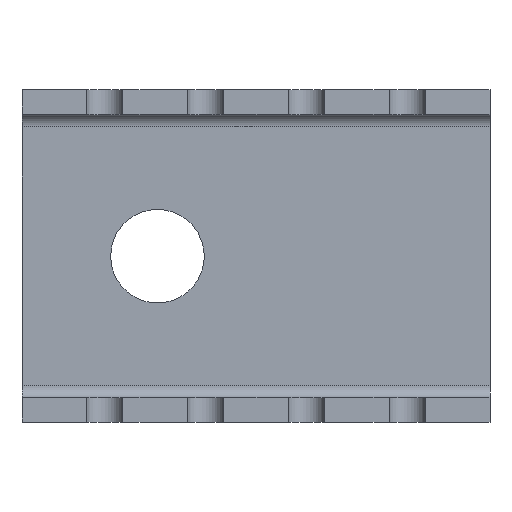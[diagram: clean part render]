
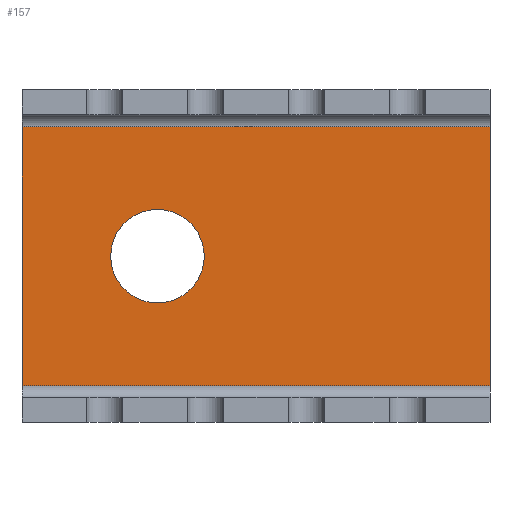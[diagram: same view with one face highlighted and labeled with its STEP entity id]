
A CAD part, top view. The second image highlights one B-rep face of the part: STEP entity #157.
In plain terms, the highlighted planar face has unit normal (0, 0, 1).
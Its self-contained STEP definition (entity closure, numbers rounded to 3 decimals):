
#157=ADVANCED_FACE('',(#314,#315),#316,.T.);
#314=FACE_OUTER_BOUND('',#468,.T.);
#315=FACE_BOUND('',#469,.T.);
#316=PLANE('',#470);
#468=EDGE_LOOP('',(#859,#860,#861,#862));
#469=EDGE_LOOP('',(#863,#864));
#470=AXIS2_PLACEMENT_3D('',#865,#866,#867);
#859=ORIENTED_EDGE('',*,*,#1111,.T.);
#860=ORIENTED_EDGE('',*,*,#1131,.F.);
#861=ORIENTED_EDGE('',*,*,#1125,.T.);
#862=ORIENTED_EDGE('',*,*,#1132,.F.);
#863=ORIENTED_EDGE('',*,*,#964,.T.);
#864=ORIENTED_EDGE('',*,*,#959,.T.);
#865=CARTESIAN_POINT('',(26.833,29.806,1.0));
#866=DIRECTION('',(0.0,0.0,1.0));
#867=DIRECTION('',(1.0,0.0,0.0));
#959=EDGE_CURVE('',#1148,#1145,#1149,.T.);
#964=EDGE_CURVE('',#1145,#1148,#1155,.T.);
#1111=EDGE_CURVE('',#1379,#1377,#1380,.T.);
#1125=EDGE_CURVE('',#1403,#1401,#1404,.T.);
#1131=EDGE_CURVE('',#1403,#1377,#1410,.T.);
#1132=EDGE_CURVE('',#1379,#1401,#1411,.T.);
#1145=VERTEX_POINT('',#1424);
#1148=VERTEX_POINT('',#1428);
#1149=CIRCLE('',#1429,1.9);
#1155=CIRCLE('',#1436,1.9);
#1377=VERTEX_POINT('',#1751);
#1379=VERTEX_POINT('',#1753);
#1380=LINE('',#1754,#1755);
#1401=VERTEX_POINT('',#1782);
#1403=VERTEX_POINT('',#1784);
#1404=LINE('',#1785,#1786);
#1410=LINE('',#1792,#1793);
#1411=LINE('',#1794,#1795);
#1424=CARTESIAN_POINT('',(20.933,29.806,1.0));
#1428=CARTESIAN_POINT('',(24.733,29.806,1.0));
#1429=AXIS2_PLACEMENT_3D('',#1813,#1814,#1815);
#1436=AXIS2_PLACEMENT_3D('',#1823,#1824,#1825);
#1751=CARTESIAN_POINT('',(17.333,35.056,1.0));
#1753=CARTESIAN_POINT('',(36.333,35.056,1.0));
#1754=CARTESIAN_POINT('',(36.333,35.056,1.0));
#1755=VECTOR('',#1970,19.0);
#1782=CARTESIAN_POINT('',(36.333,24.556,1.0));
#1784=CARTESIAN_POINT('',(17.333,24.556,1.0));
#1785=CARTESIAN_POINT('',(17.333,24.556,1.0));
#1786=VECTOR('',#1989,19.0);
#1792=CARTESIAN_POINT('',(17.333,24.556,1.0));
#1793=VECTOR('',#1999,10.5);
#1794=CARTESIAN_POINT('',(36.333,35.056,1.0));
#1795=VECTOR('',#2000,10.5);
#1813=CARTESIAN_POINT('',(22.833,29.806,1.0));
#1814=DIRECTION('',(0.0,0.0,-1.0));
#1815=DIRECTION('',(1.0,0.0,0.0));
#1823=CARTESIAN_POINT('',(22.833,29.806,1.0));
#1824=DIRECTION('',(0.0,0.0,-1.0));
#1825=DIRECTION('',(1.0,0.0,0.0));
#1970=DIRECTION('',(-1.0,0.0,0.0));
#1989=DIRECTION('',(1.0,0.0,0.0));
#1999=DIRECTION('',(0.0,1.0,0.0));
#2000=DIRECTION('',(0.0,-1.0,0.0));
